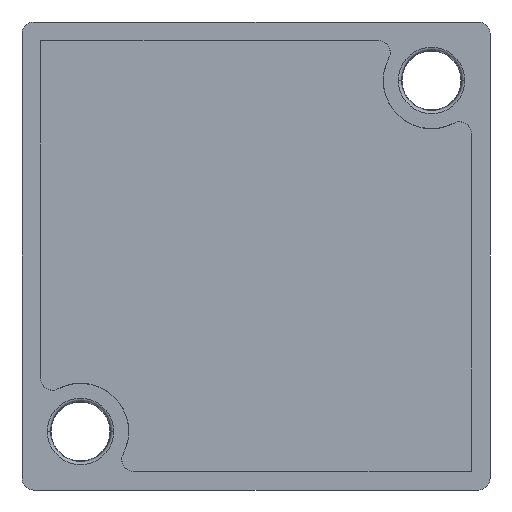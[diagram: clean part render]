
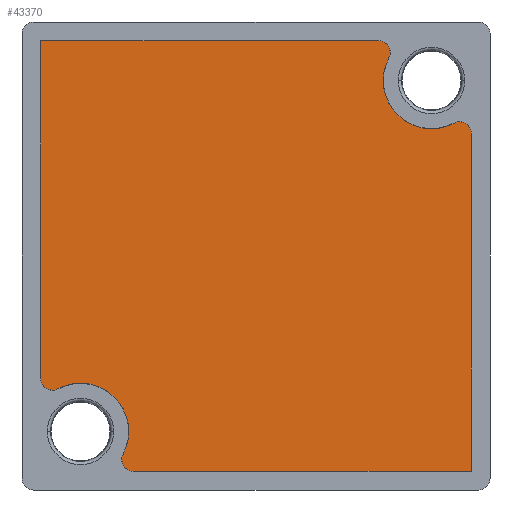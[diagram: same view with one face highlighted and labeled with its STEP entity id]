
A CAD part, front view. The second image highlights one B-rep face of the part: STEP entity #43370.
In plain terms, the highlighted planar face has unit normal (0, -1, 0).
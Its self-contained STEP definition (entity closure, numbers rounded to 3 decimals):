
#17120=CARTESIAN_POINT('',(-11.351,0.5,-16.925));
#17130=VERTEX_POINT('',#17120);
#17160=CARTESIAN_POINT('',(-10.467,0.5,
-18.391));
#17170=CARTESIAN_POINT('',(-10.554,0.5,
-18.391));
#17180=CARTESIAN_POINT('',(-10.638,0.5,-18.38));
#17190=CARTESIAN_POINT('',(-10.804,0.5,-18.337));
#17200=CARTESIAN_POINT('',(-10.885,0.5,-18.304));
#17210=CARTESIAN_POINT('',(-11.107,0.5,-18.178));
#17220=CARTESIAN_POINT('',(-11.234,0.5,-18.055));
#17230=CARTESIAN_POINT('',(-11.368,0.5,-17.833));
#17240=CARTESIAN_POINT('',(-11.402,0.5,-17.755));
#17250=CARTESIAN_POINT('',(-11.451,0.5,-17.591));
#17260=CARTESIAN_POINT('',(-11.464,0.5,-17.505));
#17270=CARTESIAN_POINT('',(-11.469,0.5,-17.334));
#17280=CARTESIAN_POINT('',(-11.46,0.5,-17.247));
#17290=CARTESIAN_POINT('',(-11.421,0.5,-17.081));
#17300=CARTESIAN_POINT('',(-11.392,0.5,-17.001));
#17310=CARTESIAN_POINT('',(-11.351,0.5,-16.925));
#17320=B_SPLINE_CURVE_WITH_KNOTS('',3,(#17160,#17170,#17180,#17190,
#17200,#17210,#17220,#17230,#17240,#17250,#17260,#17270,#17280,#17290,
#17300,#17310),.UNSPECIFIED.,.F.,.F.,(4,2,2,2,2,2,2,4),(0.,
0.,0.001,0.001,
0.001,0.002,0.002,
0.002),.UNSPECIFIED.);
#17330=CARTESIAN_POINT('',(-10.467,0.5,
-18.391));
#17340=VERTEX_POINT('',#17330);
#17350=EDGE_CURVE('',#17340,#17130,#17320,.T.);
#17560=CARTESIAN_POINT('',(-18.391,0.5,18.391));
#17570=VERTEX_POINT('',#17560);
#17600=CARTESIAN_POINT('',(-18.391,0.5,-20.));
#17610=DIRECTION('',(0.,0.,1.));
#17620=VECTOR('',#17610,1.);
#17630=LINE('',#17600,#17620);
#17640=CARTESIAN_POINT('',(-18.391,0.5,-10.467));
#17650=VERTEX_POINT('',#17640);
#17660=EDGE_CURVE('',#17650,#17570,#17630,.T.);
#19800=CARTESIAN_POINT('',(-16.925,0.5,
-11.351));
#19810=CARTESIAN_POINT('',(-17.001,0.5,
-11.392));
#19820=CARTESIAN_POINT('',(-17.081,0.5,-11.421));
#19830=CARTESIAN_POINT('',(-17.248,0.5,-11.46));
#19840=CARTESIAN_POINT('',(-17.335,0.5,-11.469));
#19850=CARTESIAN_POINT('',(-17.59,0.5,-11.462));
#19860=CARTESIAN_POINT('',(-17.76,0.5,-11.412));
#19870=CARTESIAN_POINT('',(-17.982,0.5,-11.278));
#19880=CARTESIAN_POINT('',(-18.049,0.5,-11.225));
#19890=CARTESIAN_POINT('',(-18.168,0.5,-11.102));
#19900=CARTESIAN_POINT('',(-18.22,0.5,-11.033));
#19910=CARTESIAN_POINT('',(-18.304,0.5,-10.884));
#19920=CARTESIAN_POINT('',(-18.337,0.5,-10.803));
#19930=CARTESIAN_POINT('',(-18.38,0.5,-10.638));
#19940=CARTESIAN_POINT('',(-18.391,0.5,-10.554));
#19950=CARTESIAN_POINT('',(-18.391,0.5,-10.467));
#19960=B_SPLINE_CURVE_WITH_KNOTS('',3,(#19800,#19810,#19820,#19830,
#19840,#19850,#19860,#19870,#19880,#19890,#19900,#19910,#19920,#19930,
#19940,#19950),.UNSPECIFIED.,.F.,.F.,(4,2,2,2,2,2,2,4),(0.,
0.,0.001,0.001,
0.001,0.002,0.002,
0.002),.UNSPECIFIED.);
#19970=CARTESIAN_POINT('',(-16.925,0.5,
-11.351));
#19980=VERTEX_POINT('',#19970);
#19990=EDGE_CURVE('',#19980,#17650,#19960,.T.);
#21400=CARTESIAN_POINT('',(-10.875,0.5,-15.));
#21410=VERTEX_POINT('',#21400);
#21440=CARTESIAN_POINT('',(-15.,0.5,-15.));
#21450=DIRECTION('',(0.,-1.,0.));
#21460=DIRECTION('',(0.,0.,-1.));
#21470=AXIS2_PLACEMENT_3D('',#21440,#21450,#21460);
#21480=CIRCLE('',#21470,4.125);
#21490=EDGE_CURVE('',#17130,#21410,#21480,.T.);
#22030=CARTESIAN_POINT('',(18.391,0.5,-18.391));
#22040=VERTEX_POINT('',#22030);
#22090=CARTESIAN_POINT('',(-20.,0.5,-18.391));
#22100=DIRECTION('',(-1.,0.,0.));
#22110=VECTOR('',#22100,1.);
#22120=LINE('',#22090,#22110);
#22130=EDGE_CURVE('',#22040,#17340,#22120,.T.);
#22620=CARTESIAN_POINT('',(10.467,0.5,
18.391));
#22630=VERTEX_POINT('',#22620);
#22660=CARTESIAN_POINT('',(-20.,0.5,18.391));
#22670=DIRECTION('',(1.,0.,0.));
#22680=VECTOR('',#22670,1.);
#22690=LINE('',#22660,#22680);
#22700=EDGE_CURVE('',#17570,#22630,#22690,.T.);
#27090=CARTESIAN_POINT('',(18.391,0.5,10.467));
#27100=VERTEX_POINT('',#27090);
#27130=CARTESIAN_POINT('',(16.925,0.5,
11.351));
#27140=CARTESIAN_POINT('',(17.001,0.5,
11.392));
#27150=CARTESIAN_POINT('',(17.081,0.5,11.421));
#27160=CARTESIAN_POINT('',(17.248,0.5,11.46));
#27170=CARTESIAN_POINT('',(17.335,0.5,11.469));
#27180=CARTESIAN_POINT('',(17.59,0.5,11.462));
#27190=CARTESIAN_POINT('',(17.76,0.5,11.412));
#27200=CARTESIAN_POINT('',(17.982,0.5,11.278));
#27210=CARTESIAN_POINT('',(18.049,0.5,11.225));
#27220=CARTESIAN_POINT('',(18.168,0.5,11.102));
#27230=CARTESIAN_POINT('',(18.22,0.5,11.033));
#27240=CARTESIAN_POINT('',(18.304,0.5,10.884));
#27250=CARTESIAN_POINT('',(18.337,0.5,10.803));
#27260=CARTESIAN_POINT('',(18.38,0.5,10.638));
#27270=CARTESIAN_POINT('',(18.391,0.5,10.554));
#27280=CARTESIAN_POINT('',(18.391,0.5,10.467));
#27290=B_SPLINE_CURVE_WITH_KNOTS('',3,(#27130,#27140,#27150,#27160,
#27170,#27180,#27190,#27200,#27210,#27220,#27230,#27240,#27250,#27260,
#27270,#27280),.UNSPECIFIED.,.F.,.F.,(4,2,2,2,2,2,2,4),(0.,
0.,0.001,0.001,
0.001,0.002,0.002,
0.002),.UNSPECIFIED.);
#27300=CARTESIAN_POINT('',(16.925,0.5,
11.351));
#27310=VERTEX_POINT('',#27300);
#27320=EDGE_CURVE('',#27310,#27100,#27290,.T.);
#27520=CARTESIAN_POINT('',(10.875,0.5,15.));
#27530=VERTEX_POINT('',#27520);
#27560=CARTESIAN_POINT('',(15.,0.5,15.));
#27570=DIRECTION('',(0.,-1.,0.));
#27580=DIRECTION('',(0.,0.,-1.));
#27590=AXIS2_PLACEMENT_3D('',#27560,#27570,#27580);
#27600=CIRCLE('',#27590,4.125);
#27610=CARTESIAN_POINT('',(11.351,0.5,16.925));
#27620=VERTEX_POINT('',#27610);
#27630=EDGE_CURVE('',#27620,#27530,#27600,.T.);
#28090=CARTESIAN_POINT('',(18.391,0.5,-20.));
#28100=DIRECTION('',(0.,0.,-1.));
#28110=VECTOR('',#28100,1.);
#28120=LINE('',#28090,#28110);
#28130=EDGE_CURVE('',#27100,#22040,#28120,.T.);
#30220=CARTESIAN_POINT('',(10.467,0.5,
18.391));
#30230=CARTESIAN_POINT('',(10.554,0.5,
18.391));
#30240=CARTESIAN_POINT('',(10.638,0.5,18.38));
#30250=CARTESIAN_POINT('',(10.804,0.5,18.337));
#30260=CARTESIAN_POINT('',(10.885,0.5,18.304));
#30270=CARTESIAN_POINT('',(11.107,0.5,18.178));
#30280=CARTESIAN_POINT('',(11.234,0.5,18.055));
#30290=CARTESIAN_POINT('',(11.368,0.5,17.833));
#30300=CARTESIAN_POINT('',(11.402,0.5,17.755));
#30310=CARTESIAN_POINT('',(11.451,0.5,17.591));
#30320=CARTESIAN_POINT('',(11.464,0.5,17.505));
#30330=CARTESIAN_POINT('',(11.469,0.5,17.334));
#30340=CARTESIAN_POINT('',(11.46,0.5,17.247));
#30350=CARTESIAN_POINT('',(11.421,0.5,17.081));
#30360=CARTESIAN_POINT('',(11.392,0.5,17.001));
#30370=CARTESIAN_POINT('',(11.351,0.5,16.925));
#30380=B_SPLINE_CURVE_WITH_KNOTS('',3,(#30220,#30230,#30240,#30250,
#30260,#30270,#30280,#30290,#30300,#30310,#30320,#30330,#30340,#30350,
#30360,#30370),.UNSPECIFIED.,.F.,.F.,(4,2,2,2,2,2,2,4),(0.,
0.,0.001,0.001,
0.001,0.002,0.002,
0.002),.UNSPECIFIED.);
#30390=EDGE_CURVE('',#22630,#27620,#30380,.T.);
#43160=CARTESIAN_POINT('',(-20.,0.5,20.));
#43170=DIRECTION('',(0.,1.,0.));
#43180=DIRECTION('',(0.,0.,1.));
#43190=AXIS2_PLACEMENT_3D('',#43160,#43170,#43180);
#43200=PLANE('',#43190);
#43210=ORIENTED_EDGE('',*,*,#17350,.F.);
#43220=ORIENTED_EDGE('',*,*,#21490,.F.);
#43230=EDGE_CURVE('',#21410,#19980,#21480,.T.);
#43240=ORIENTED_EDGE('',*,*,#43230,.F.);
#43250=ORIENTED_EDGE('',*,*,#19990,.F.);
#43260=ORIENTED_EDGE('',*,*,#17660,.F.);
#43270=ORIENTED_EDGE('',*,*,#22700,.F.);
#43280=ORIENTED_EDGE('',*,*,#30390,.F.);
#43290=ORIENTED_EDGE('',*,*,#27630,.F.);
#43300=EDGE_CURVE('',#27530,#27310,#27600,.T.);
#43310=ORIENTED_EDGE('',*,*,#43300,.F.);
#43320=ORIENTED_EDGE('',*,*,#27320,.F.);
#43330=ORIENTED_EDGE('',*,*,#28130,.F.);
#43340=ORIENTED_EDGE('',*,*,#22130,.F.);
#43350=EDGE_LOOP('',(#43340,#43330,#43320,#43310,#43290,#43280,#43270,
#43260,#43250,#43240,#43220,#43210));
#43360=FACE_OUTER_BOUND('',#43350,.T.);
#43370=ADVANCED_FACE('',(#43360),#43200,.F.);
